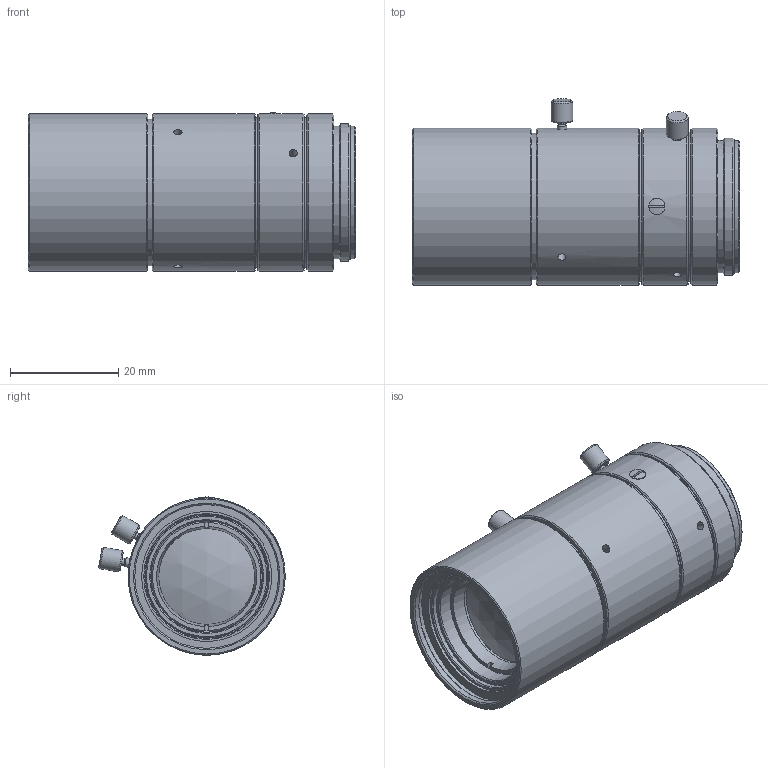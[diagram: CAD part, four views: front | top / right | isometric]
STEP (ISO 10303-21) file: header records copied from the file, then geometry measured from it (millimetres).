
FILE_DESCRIPTION(('STEP AP214'),'1');
FILE_NAME('M5028-MPW3.stp','2024-09-11T08:42:01',(' '),(' '),'Spatial InterOp 3D',' ',' ');
FILE_SCHEMA(('AUTOMOTIVE_DESIGN { 1 0 10303 214 1 1 1 1 }'));
Length unit declared in the file: metre
Products named in the file (2): M5028-MPW3; Component1
Assembly tree (1 placements, depth 2):
  M5028-MPW3
    Component1
Bounding box: 60.32 x 34.4 x 29.17 mm (x, y, z)
Volume: 20910.2 mm3; surface area: 22242.5 mm2
Topology: 1 solids, 7 shells, 293 faces, 656 edges, 425 vertices
Faces by surface type: cylinder 111, plane 110, cone 65, sphere 7
Full cylindrical faces by diameter (mm): 1.3 x2, 1.5 x4, 1.7 x4, 2 x4, 4 x2, 9.6 x1, 9.9 x1, 10.5 x2, 11.5 x2, 11.6 x1, 12 x1, 13 x1, 13.5 x1, 14 x1, 14.5 x1, 15 x1, 16.5 x1, 17 x1, 17.5 x1, 17.7 x1, 19 x6, 19.5 x1, 20 x2, 20.5 x1, 20.6 x1, 21.5 x2, 21.8 x2, 22.5 x1, 22.6 x1, 22.8 x1
Entity records: 10017 total; most frequent: CARTESIAN_POINT 1673, DIRECTION 1314, ORIENTED_EDGE 958, AXIS2_PLACEMENT_3D 590, EDGE_LOOP 508, EDGE_CURVE 479, VERTEX_POINT 381, FACE_OUTER_BOUND 372
